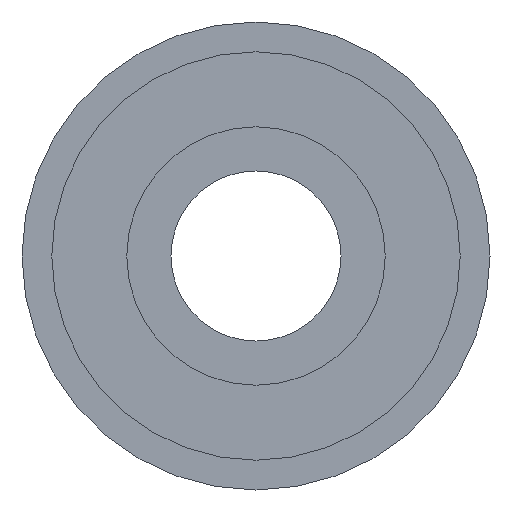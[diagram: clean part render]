
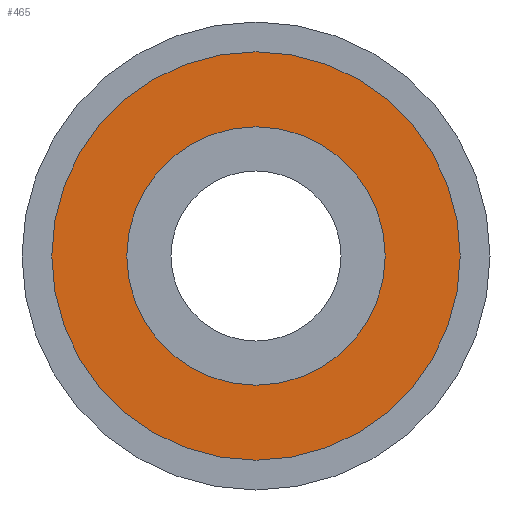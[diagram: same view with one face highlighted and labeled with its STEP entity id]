
A CAD part, left-side view. The second image highlights one B-rep face of the part: STEP entity #465.
In plain terms, the highlighted planar face has unit normal (-1, 0, 0).
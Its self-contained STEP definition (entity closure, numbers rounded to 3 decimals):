
#399 = CYLINDRICAL_SURFACE('',#400,6.075);
#400 = AXIS2_PLACEMENT_3D('',#401,#402,#403);
#401 = CARTESIAN_POINT('',(-3.5,0.,0.));
#402 = DIRECTION('',(1.,0.,0.));
#403 = DIRECTION('',(0.,0.,1.));
#416 = VERTEX_POINT('',#417);
#417 = CARTESIAN_POINT('',(-3.,0.,6.075));
#438 = EDGE_CURVE('',#416,#416,#439,.T.);
#439 = SURFACE_CURVE('',#440,(#445,#452),.PCURVE_S1.);
#440 = CIRCLE('',#441,6.075);
#441 = AXIS2_PLACEMENT_3D('',#442,#443,#444);
#442 = CARTESIAN_POINT('',(-3.,0.,0.));
#443 = DIRECTION('',(-1.,0.,0.));
#444 = DIRECTION('',(0.,0.,1.));
#445 = PCURVE('',#399,#446);
#446 = DEFINITIONAL_REPRESENTATION('',(#447),#451);
#447 = LINE('',#448,#449);
#448 = CARTESIAN_POINT('',(-0.,0.5));
#449 = VECTOR('',#450,1.);
#450 = DIRECTION('',(-1.,0.));
#451 = ( GEOMETRIC_REPRESENTATION_CONTEXT(2) 
PARAMETRIC_REPRESENTATION_CONTEXT() REPRESENTATION_CONTEXT('2D SPACE',''
  ) );
#452 = PCURVE('',#453,#458);
#453 = PLANE('',#454);
#454 = AXIS2_PLACEMENT_3D('',#455,#456,#457);
#455 = CARTESIAN_POINT('',(-3.,0.,0.));
#456 = DIRECTION('',(-1.,0.,0.));
#457 = DIRECTION('',(-0.,0.,1.));
#458 = DEFINITIONAL_REPRESENTATION('',(#459),#463);
#459 = CIRCLE('',#460,6.075);
#460 = AXIS2_PLACEMENT_2D('',#461,#462);
#461 = CARTESIAN_POINT('',(0.,0.));
#462 = DIRECTION('',(1.,-0.));
#463 = ( GEOMETRIC_REPRESENTATION_CONTEXT(2) 
PARAMETRIC_REPRESENTATION_CONTEXT() REPRESENTATION_CONTEXT('2D SPACE',''
  ) );
#465 = ADVANCED_FACE('',(#466,#469),#453,.T.);
#466 = FACE_BOUND('',#467,.F.);
#467 = EDGE_LOOP('',(#468));
#468 = ORIENTED_EDGE('',*,*,#438,.T.);
#469 = FACE_BOUND('',#470,.F.);
#470 = EDGE_LOOP('',(#471));
#471 = ORIENTED_EDGE('',*,*,#472,.F.);
#472 = EDGE_CURVE('',#473,#473,#475,.T.);
#473 = VERTEX_POINT('',#474);
#474 = CARTESIAN_POINT('',(-3.,0.,9.6));
#475 = SURFACE_CURVE('',#476,(#481,#488),.PCURVE_S1.);
#476 = CIRCLE('',#477,9.6);
#477 = AXIS2_PLACEMENT_3D('',#478,#479,#480);
#478 = CARTESIAN_POINT('',(-3.,0.,0.));
#479 = DIRECTION('',(-1.,0.,0.));
#480 = DIRECTION('',(0.,0.,1.));
#481 = PCURVE('',#453,#482);
#482 = DEFINITIONAL_REPRESENTATION('',(#483),#487);
#483 = CIRCLE('',#484,9.6);
#484 = AXIS2_PLACEMENT_2D('',#485,#486);
#485 = CARTESIAN_POINT('',(0.,0.));
#486 = DIRECTION('',(1.,-0.));
#487 = ( GEOMETRIC_REPRESENTATION_CONTEXT(2) 
PARAMETRIC_REPRESENTATION_CONTEXT() REPRESENTATION_CONTEXT('2D SPACE',''
  ) );
#488 = PCURVE('',#489,#494);
#489 = CYLINDRICAL_SURFACE('',#490,9.6);
#490 = AXIS2_PLACEMENT_3D('',#491,#492,#493);
#491 = CARTESIAN_POINT('',(-3.,0.,0.));
#492 = DIRECTION('',(-1.,0.,0.));
#493 = DIRECTION('',(0.,0.,1.));
#494 = DEFINITIONAL_REPRESENTATION('',(#495),#499);
#495 = LINE('',#496,#497);
#496 = CARTESIAN_POINT('',(0.,0.));
#497 = VECTOR('',#498,1.);
#498 = DIRECTION('',(1.,0.));
#499 = ( GEOMETRIC_REPRESENTATION_CONTEXT(2) 
PARAMETRIC_REPRESENTATION_CONTEXT() REPRESENTATION_CONTEXT('2D SPACE',''
  ) );
